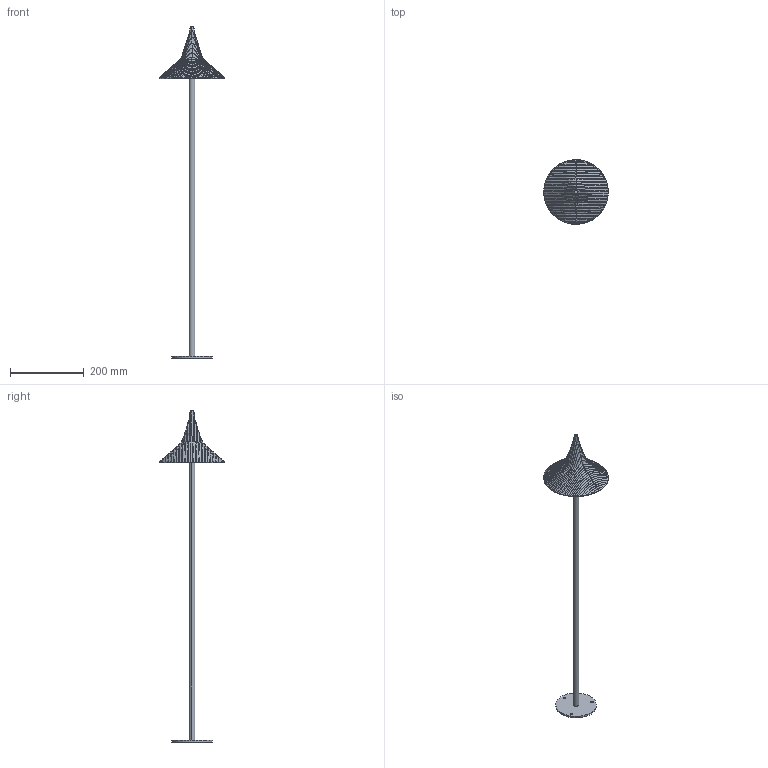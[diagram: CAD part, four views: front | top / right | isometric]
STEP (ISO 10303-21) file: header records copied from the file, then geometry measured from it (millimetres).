
FILE_DESCRIPTION(/* description */ (''),/* implementation_level */ '2;1');
FILE_NAME(/* name */ 'T0792_B-UNTERLINDEN175 - BOLLARD - AL - semplificato con superfici',/* time_stamp */ '2024-07-02T12:30:00+02:00',/* author */ (''),/* organization */ (''),/* preprocessor_version */ 'ST-DEVELOPER v16.5',/* originating_system */ 'Rhino 7.37',/* authorisation */ '');
FILE_SCHEMA (('AUTOMOTIVE_DESIGN'));
Length unit declared in the file: millimetre
Products named in the file (1): Document
Bounding box: 175 x 175 x 899.99 mm (x, y, z)
Volume: 4462.4 mm3; surface area: 175826.3 mm2
Topology: 3 solids, 13 shells, 306 faces, 799 edges, 482 vertices
Faces by surface type: bspline 269, cylinder 23, plane 14
Full cylindrical faces by diameter (mm): 168 x1
Entity records: 33633 total; most frequent: CARTESIAN_POINT 29113, ORIENTED_EDGE 1503, EDGE_CURVE 786, B_SPLINE_CURVE_WITH_KNOTS 546, VERTEX_POINT 471, EDGE_LOOP 305, ADVANCED_FACE 288, FACE_OUTER_BOUND 288
